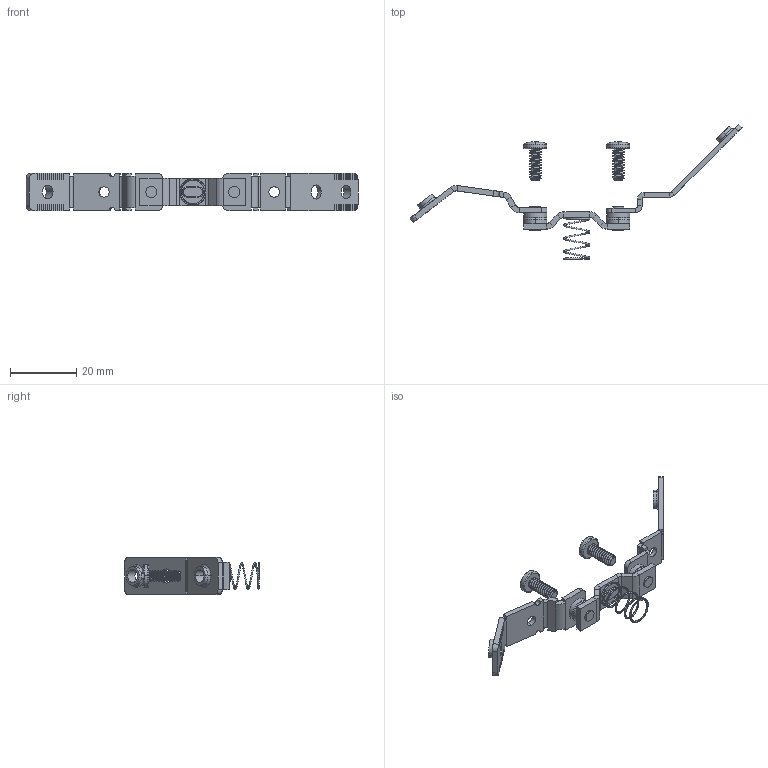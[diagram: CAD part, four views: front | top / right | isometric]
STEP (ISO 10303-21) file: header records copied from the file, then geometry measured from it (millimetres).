
FILE_DESCRIPTION (( 'STEP AP214' ), '1' );
FILE_NAME ('B75CF14.STEP', '2019-09-07T01:17:06', ( '' ), ( '' ), 'SwSTEP 2.0', 'SolidWorks 2017', '' );
FILE_SCHEMA (( 'AUTOMOTIVE_DESIGN' ));
Length unit declared in the file: millimetre
Products named in the file (1): B75CF14
Bounding box: 100.1 x 40.68 x 11.18 mm (x, y, z)
Surface area: 4191.7 mm2 (no closed solid volume)
Topology: 0 solids, 6 shells, 453 faces, 1533 edges, 1042 vertices
Faces by surface type: plane 214, cylinder 191, torus 22, bspline 12, sphere 8, cone 6
Entity records: 26230 total; most frequent: CARTESIAN_POINT 8797, ORIENTED_EDGE 2658, DIRECTION 2373, EDGE_CURVE 1533, VERTEX_POINT 1042, VECTOR 1005, LINE 1005, AXIS2_PLACEMENT_3D 684
